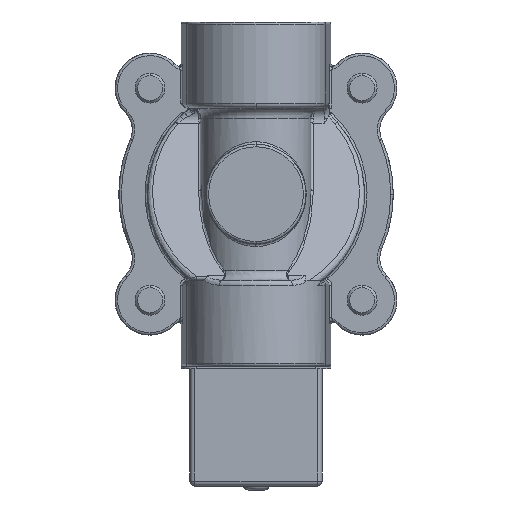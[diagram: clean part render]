
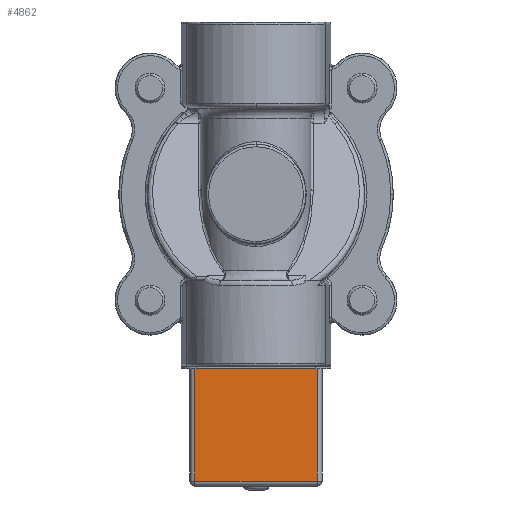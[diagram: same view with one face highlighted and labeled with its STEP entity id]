
A CAD part, front view. The second image highlights one B-rep face of the part: STEP entity #4862.
In plain terms, the highlighted planar face has unit normal (0, -1, 0).
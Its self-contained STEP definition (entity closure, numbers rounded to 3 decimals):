
#416 = VECTOR ( 'NONE', #13200, 1000. ) ;
#1177 = LINE ( 'NONE', #14007, #13126 ) ;
#1935 = PLANE ( 'NONE',  #16108 ) ;
#1965 = EDGE_CURVE ( 'NONE', #8393, #5639, #15061, .T. ) ;
#2129 = CARTESIAN_POINT ( 'NONE',  ( 12.25, 67.25, -57.5 ) ) ;
#2296 = CARTESIAN_POINT ( 'NONE',  ( -12.25, 67.25, -58.5 ) ) ;
#3477 = DIRECTION ( 'NONE',  ( 0., 0., 1. ) ) ;
#4862 = ADVANCED_FACE ( 'NONE', ( #14228 ), #1935, .F. ) ;
#5639 = VERTEX_POINT ( 'NONE', #19723 ) ;
#6524 = CARTESIAN_POINT ( 'NONE',  ( -12.25, 67.25, -58.5 ) ) ;
#8297 = ORIENTED_EDGE ( 'NONE', *, *, #18011, .F. ) ;
#8393 = VERTEX_POINT ( 'NONE', #2129 ) ;
#9980 = VERTEX_POINT ( 'NONE', #13786 ) ;
#10608 = LINE ( 'NONE', #13907, #14284 ) ;
#11385 = VECTOR ( 'NONE', #19588, 1000. ) ;
#11431 = VERTEX_POINT ( 'NONE', #17419 ) ;
#12318 = EDGE_CURVE ( 'NONE', #9980, #8393, #1177, .T. ) ;
#12434 = DIRECTION ( 'NONE',  ( 0., 0., -1. ) ) ;
#12830 = DIRECTION ( 'NONE',  ( 0., 1., 0. ) ) ;
#13126 = VECTOR ( 'NONE', #12434, 1000. ) ;
#13200 = DIRECTION ( 'NONE',  ( 0., 0., 1. ) ) ;
#13786 = CARTESIAN_POINT ( 'NONE',  ( 12.25, 67.25, -35. ) ) ;
#13907 = CARTESIAN_POINT ( 'NONE',  ( 12.25, 67.25, -35. ) ) ;
#14007 = CARTESIAN_POINT ( 'NONE',  ( 12.25, 67.25, -58.5 ) ) ;
#14061 = EDGE_CURVE ( 'NONE', #5639, #11431, #16485, .T. ) ;
#14228 = FACE_OUTER_BOUND ( 'NONE', #15432, .T. ) ;
#14284 = VECTOR ( 'NONE', #15543, 1000. ) ;
#15061 = LINE ( 'NONE', #15988, #11385 ) ;
#15432 = EDGE_LOOP ( 'NONE', ( #19240, #8297, #16357, #15530 ) ) ;
#15530 = ORIENTED_EDGE ( 'NONE', *, *, #1965, .F. ) ;
#15543 = DIRECTION ( 'NONE',  ( 1., 0., 0. ) ) ;
#15988 = CARTESIAN_POINT ( 'NONE',  ( -12.25, 67.25, -57.5 ) ) ;
#16108 = AXIS2_PLACEMENT_3D ( 'NONE', #6524, #12830, #3477 ) ;
#16357 = ORIENTED_EDGE ( 'NONE', *, *, #14061, .F. ) ;
#16485 = LINE ( 'NONE', #2296, #416 ) ;
#17419 = CARTESIAN_POINT ( 'NONE',  ( -12.25, 67.25, -35. ) ) ;
#18011 = EDGE_CURVE ( 'NONE', #11431, #9980, #10608, .T. ) ;
#19240 = ORIENTED_EDGE ( 'NONE', *, *, #12318, .F. ) ;
#19588 = DIRECTION ( 'NONE',  ( -1., 0., 0. ) ) ;
#19723 = CARTESIAN_POINT ( 'NONE',  ( -12.25, 67.25, -57.5 ) ) ;
